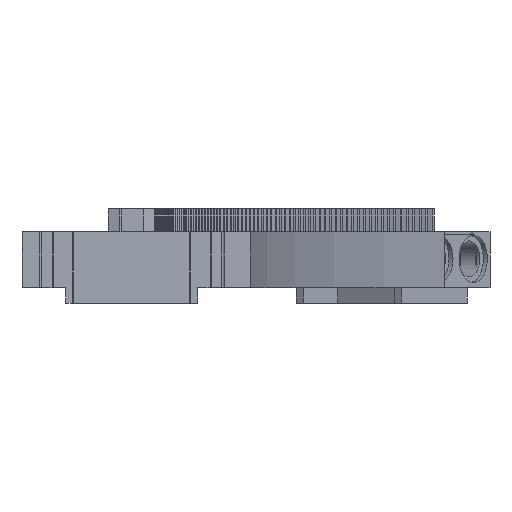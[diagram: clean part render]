
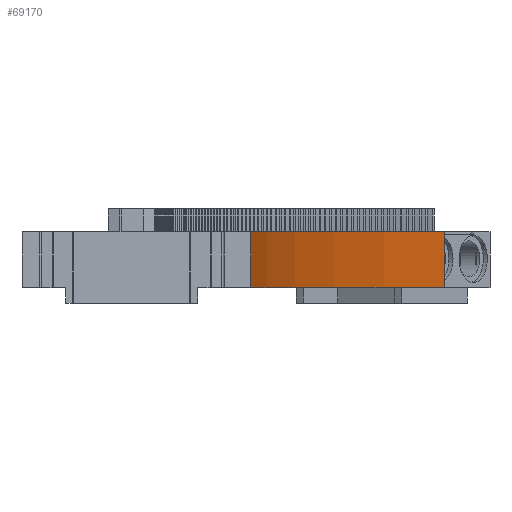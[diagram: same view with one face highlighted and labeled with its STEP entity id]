
A CAD part, front view. The second image highlights one B-rep face of the part: STEP entity #69170.
In plain terms, the highlighted cylindrical face has radius 184.1 mm (diameter 368.2 mm), a partial arc.
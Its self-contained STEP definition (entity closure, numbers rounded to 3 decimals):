
#314 = PLANE('',#315);
#315 = AXIS2_PLACEMENT_3D('',#316,#317,#318);
#316 = CARTESIAN_POINT('',(-7.094,-0.194,3.4));
#317 = DIRECTION('',(0.,0.,-1.));
#318 = DIRECTION('',(0.316,0.949,0.));
#36193 = EDGE_CURVE('',#36194,#36196,#36198,.T.);
#36194 = VERTEX_POINT('',#36195);
#36195 = CARTESIAN_POINT('',(-0.76,-47.44,3.4));
#36196 = VERTEX_POINT('',#36197);
#36197 = CARTESIAN_POINT('',(26.32,33.802,3.4));
#36198 = SURFACE_CURVE('',#36199,(#36204,#36211),.PCURVE_S1.);
#36199 = CIRCLE('',#36200,184.1);
#36200 = AXIS2_PLACEMENT_3D('',#36201,#36202,#36203);
#36201 = CARTESIAN_POINT('',(182.643,-63.44,3.4));
#36202 = DIRECTION('',(0.,0.,-1.));
#36203 = DIRECTION('',(-1.,0.,0.));
#36204 = PCURVE('',#314,#36205);
#36205 = DEFINITIONAL_REPRESENTATION('',(#36206),#36210);
#36206 = CIRCLE('',#36207,184.1);
#36207 = AXIS2_PLACEMENT_2D('',#36208,#36209);
#36208 = CARTESIAN_POINT('',(0.,200.));
#36209 = DIRECTION('',(-0.316,-0.949));
#36210 = ( GEOMETRIC_REPRESENTATION_CONTEXT(2) 
PARAMETRIC_REPRESENTATION_CONTEXT() REPRESENTATION_CONTEXT('2D SPACE',''
  ) );
#36211 = PCURVE('',#36212,#36217);
#36212 = CYLINDRICAL_SURFACE('',#36213,184.1);
#36213 = AXIS2_PLACEMENT_3D('',#36214,#36215,#36216);
#36214 = CARTESIAN_POINT('',(182.643,-63.44,3.4));
#36215 = DIRECTION('',(0.,0.,-1.));
#36216 = DIRECTION('',(-1.,0.,0.));
#36217 = DEFINITIONAL_REPRESENTATION('',(#36218),#36222);
#36218 = LINE('',#36219,#36220);
#36219 = CARTESIAN_POINT('',(0.,0.));
#36220 = VECTOR('',#36221,1.);
#36221 = DIRECTION('',(1.,0.));
#36222 = ( GEOMETRIC_REPRESENTATION_CONTEXT(2) 
PARAMETRIC_REPRESENTATION_CONTEXT() REPRESENTATION_CONTEXT('2D SPACE',''
  ) );
#36240 = PLANE('',#36241);
#36241 = AXIS2_PLACEMENT_3D('',#36242,#36243,#36244);
#36242 = CARTESIAN_POINT('',(14.643,-47.44,-4.4));
#36243 = DIRECTION('',(0.,1.,0.));
#36244 = DIRECTION('',(0.,0.,1.));
#44554 = PLANE('',#44555);
#44555 = AXIS2_PLACEMENT_3D('',#44556,#44557,#44558);
#44556 = CARTESIAN_POINT('',(-12.557,62.96,-4.4));
#44557 = DIRECTION('',(-0.6,-0.8,0.));
#44558 = DIRECTION('',(0.,0.,1.));
#67803 = PLANE('',#67804);
#67804 = AXIS2_PLACEMENT_3D('',#67805,#67806,#67807);
#67805 = CARTESIAN_POINT('',(-7.094,-0.194,-4.4));
#67806 = DIRECTION('',(-0.,-0.,1.));
#67807 = DIRECTION('',(0.316,0.949,0.));
#69170 = ADVANCED_FACE('',(#69171),#36212,.F.);
#69171 = FACE_BOUND('',#69172,.F.);
#69172 = EDGE_LOOP('',(#69173,#69196,#69197,#69220));
#69173 = ORIENTED_EDGE('',*,*,#69174,.F.);
#69174 = EDGE_CURVE('',#36194,#69175,#69177,.T.);
#69175 = VERTEX_POINT('',#69176);
#69176 = CARTESIAN_POINT('',(-0.76,-47.44,-4.4));
#69177 = SURFACE_CURVE('',#69178,(#69182,#69189),.PCURVE_S1.);
#69178 = LINE('',#69179,#69180);
#69179 = CARTESIAN_POINT('',(-0.76,-47.44,3.4));
#69180 = VECTOR('',#69181,1.);
#69181 = DIRECTION('',(0.,0.,-1.));
#69182 = PCURVE('',#36212,#69183);
#69183 = DEFINITIONAL_REPRESENTATION('',(#69184),#69188);
#69184 = LINE('',#69185,#69186);
#69185 = CARTESIAN_POINT('',(0.087,0.));
#69186 = VECTOR('',#69187,1.);
#69187 = DIRECTION('',(0.,1.));
#69188 = ( GEOMETRIC_REPRESENTATION_CONTEXT(2) 
PARAMETRIC_REPRESENTATION_CONTEXT() REPRESENTATION_CONTEXT('2D SPACE',''
  ) );
#69189 = PCURVE('',#36240,#69190);
#69190 = DEFINITIONAL_REPRESENTATION('',(#69191),#69195);
#69191 = LINE('',#69192,#69193);
#69192 = CARTESIAN_POINT('',(7.8,-15.403));
#69193 = VECTOR('',#69194,1.);
#69194 = DIRECTION('',(-1.,0.));
#69195 = ( GEOMETRIC_REPRESENTATION_CONTEXT(2) 
PARAMETRIC_REPRESENTATION_CONTEXT() REPRESENTATION_CONTEXT('2D SPACE',''
  ) );
#69196 = ORIENTED_EDGE('',*,*,#36193,.T.);
#69197 = ORIENTED_EDGE('',*,*,#69198,.T.);
#69198 = EDGE_CURVE('',#36196,#69199,#69201,.T.);
#69199 = VERTEX_POINT('',#69200);
#69200 = CARTESIAN_POINT('',(26.32,33.802,-4.4));
#69201 = SURFACE_CURVE('',#69202,(#69206,#69213),.PCURVE_S1.);
#69202 = LINE('',#69203,#69204);
#69203 = CARTESIAN_POINT('',(26.32,33.802,3.4));
#69204 = VECTOR('',#69205,1.);
#69205 = DIRECTION('',(0.,0.,-1.));
#69206 = PCURVE('',#36212,#69207);
#69207 = DEFINITIONAL_REPRESENTATION('',(#69208),#69212);
#69208 = LINE('',#69209,#69210);
#69209 = CARTESIAN_POINT('',(0.556,0.));
#69210 = VECTOR('',#69211,1.);
#69211 = DIRECTION('',(0.,1.));
#69212 = ( GEOMETRIC_REPRESENTATION_CONTEXT(2) 
PARAMETRIC_REPRESENTATION_CONTEXT() REPRESENTATION_CONTEXT('2D SPACE',''
  ) );
#69213 = PCURVE('',#44554,#69214);
#69214 = DEFINITIONAL_REPRESENTATION('',(#69215),#69219);
#69215 = LINE('',#69216,#69217);
#69216 = CARTESIAN_POINT('',(7.8,-48.597));
#69217 = VECTOR('',#69218,1.);
#69218 = DIRECTION('',(-1.,-0.));
#69219 = ( GEOMETRIC_REPRESENTATION_CONTEXT(2) 
PARAMETRIC_REPRESENTATION_CONTEXT() REPRESENTATION_CONTEXT('2D SPACE',''
  ) );
#69220 = ORIENTED_EDGE('',*,*,#69221,.F.);
#69221 = EDGE_CURVE('',#69175,#69199,#69222,.T.);
#69222 = SURFACE_CURVE('',#69223,(#69228,#69235),.PCURVE_S1.);
#69223 = CIRCLE('',#69224,184.1);
#69224 = AXIS2_PLACEMENT_3D('',#69225,#69226,#69227);
#69225 = CARTESIAN_POINT('',(182.643,-63.44,-4.4));
#69226 = DIRECTION('',(0.,0.,-1.));
#69227 = DIRECTION('',(-1.,0.,0.));
#69228 = PCURVE('',#36212,#69229);
#69229 = DEFINITIONAL_REPRESENTATION('',(#69230),#69234);
#69230 = LINE('',#69231,#69232);
#69231 = CARTESIAN_POINT('',(0.,7.8));
#69232 = VECTOR('',#69233,1.);
#69233 = DIRECTION('',(1.,0.));
#69234 = ( GEOMETRIC_REPRESENTATION_CONTEXT(2) 
PARAMETRIC_REPRESENTATION_CONTEXT() REPRESENTATION_CONTEXT('2D SPACE',''
  ) );
#69235 = PCURVE('',#67803,#69236);
#69236 = DEFINITIONAL_REPRESENTATION('',(#69237),#69245);
#69237 = ( BOUNDED_CURVE() B_SPLINE_CURVE(2,(#69238,#69239,#69240,#69241
    ,#69242,#69243,#69244),.UNSPECIFIED.,.T.,.F.) 
B_SPLINE_CURVE_WITH_KNOTS((1,2,2,2,2,1),(-2.094,0.,
    2.094,4.189,6.283,8.378),
.UNSPECIFIED.) CURVE() GEOMETRIC_REPRESENTATION_ITEM() 
RATIONAL_B_SPLINE_CURVE((1.,0.5,1.,0.5,1.,0.5,1.)) REPRESENTATION_ITEM(
  '') );
#69238 = CARTESIAN_POINT('',(-58.218,-25.347));
#69239 = CARTESIAN_POINT('',(244.29,75.488));
#69240 = CARTESIAN_POINT('',(180.362,-236.908));
#69241 = CARTESIAN_POINT('',(116.435,-549.305));
#69242 = CARTESIAN_POINT('',(-122.145,-337.744));
#69243 = CARTESIAN_POINT('',(-360.725,-126.183));
#69244 = CARTESIAN_POINT('',(-58.218,-25.347));
#69245 = ( GEOMETRIC_REPRESENTATION_CONTEXT(2) 
PARAMETRIC_REPRESENTATION_CONTEXT() REPRESENTATION_CONTEXT('2D SPACE',''
  ) );
